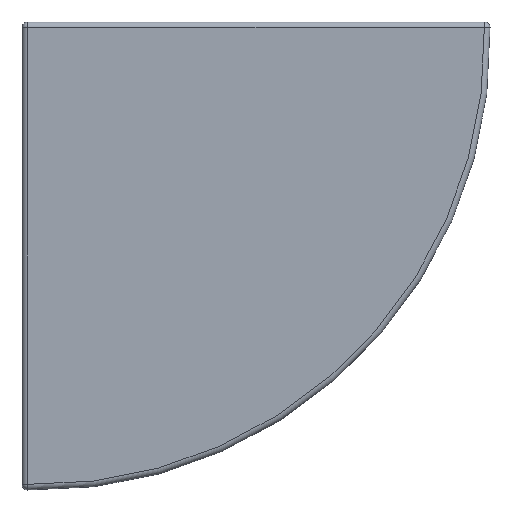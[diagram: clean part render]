
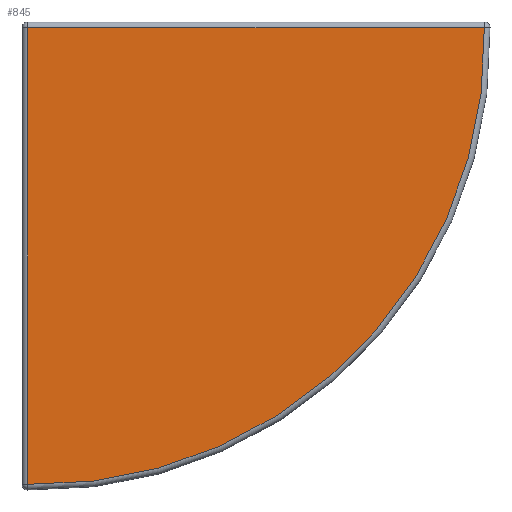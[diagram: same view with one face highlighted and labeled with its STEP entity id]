
A CAD part, front view. The second image highlights one B-rep face of the part: STEP entity #845.
In plain terms, the highlighted planar face has unit normal (0, -1, 0).
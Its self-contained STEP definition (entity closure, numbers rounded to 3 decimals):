
#108=CIRCLE('',#957,39.);
#163=FACE_OUTER_BOUND('',#217,.T.);
#217=EDGE_LOOP('',(#768,#769,#770));
#280=LINE('',#1585,#344);
#282=LINE('',#1595,#346);
#344=VECTOR('',#1207,10.);
#346=VECTOR('',#1221,10.);
#410=VERTEX_POINT('',#1571);
#412=VERTEX_POINT('',#1579);
#414=VERTEX_POINT('',#1588);
#526=EDGE_CURVE('',#410,#412,#280,.T.);
#531=EDGE_CURVE('',#412,#414,#282,.T.);
#532=EDGE_CURVE('',#414,#410,#108,.T.);
#768=ORIENTED_EDGE('',*,*,#526,.F.);
#769=ORIENTED_EDGE('',*,*,#532,.F.);
#770=ORIENTED_EDGE('',*,*,#531,.F.);
#792=PLANE('',#963);
#845=ADVANCED_FACE('',(#163),#792,.F.);
#957=AXIS2_PLACEMENT_3D('',#1597,#1224,#1225);
#963=AXIS2_PLACEMENT_3D('',#1603,#1236,#1237);
#1207=DIRECTION('',(0.,0.,1.));
#1221=DIRECTION('',(1.,0.,0.));
#1224=DIRECTION('center_axis',(0.,1.,0.));
#1225=DIRECTION('ref_axis',(0.707,0.,-0.707));
#1236=DIRECTION('center_axis',(0.,1.,0.));
#1237=DIRECTION('ref_axis',(1.,0.,0.));
#1571=CARTESIAN_POINT('',(-1.,-1.,-38.987));
#1579=CARTESIAN_POINT('',(-1.,-1.,1.));
#1585=CARTESIAN_POINT('',(-1.,-1.,-29.236));
#1588=CARTESIAN_POINT('',(38.987,-1.,1.));
#1595=CARTESIAN_POINT('',(8.75,-1.,1.));
#1597=CARTESIAN_POINT('Origin',(0.,-1.,0.));
#1603=CARTESIAN_POINT('Origin',(19.,-1.,-19.));
